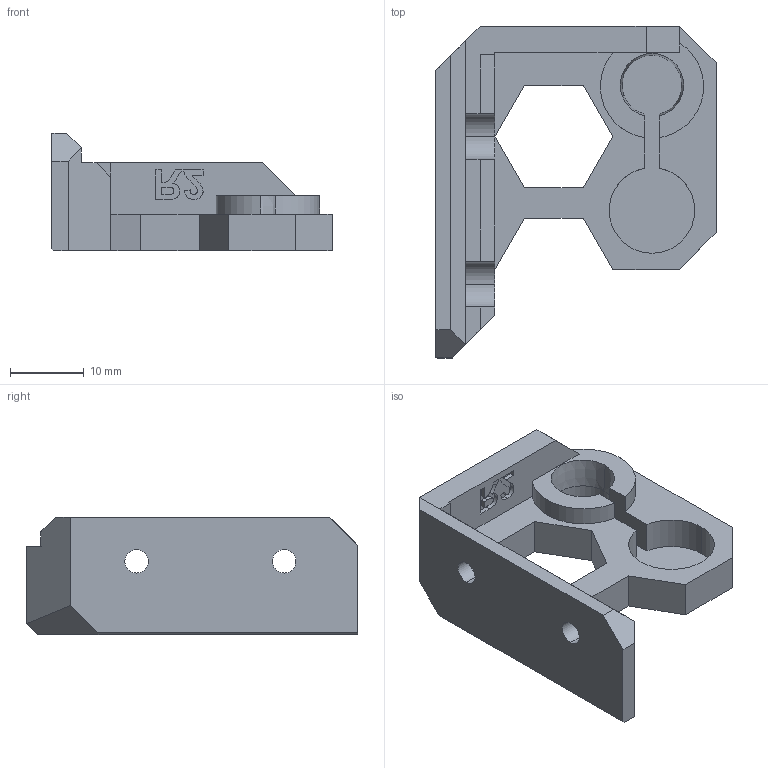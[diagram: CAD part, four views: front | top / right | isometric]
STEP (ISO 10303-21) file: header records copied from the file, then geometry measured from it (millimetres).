
FILE_DESCRIPTION (( 'STEP AP214' ), '1' );
FILE_NAME ('z-axis-top-left(R2).STEP', '2018-02-17T22:00:24', ( '' ), ( '' ), 'SwSTEP 2.0', 'SolidWorks 2017', '' );
FILE_SCHEMA (( 'AUTOMOTIVE_DESIGN' ));
Length unit declared in the file: millimetre
Products named in the file (1): z-axis-top-left(R2)
Bounding box: 38 x 45 x 16 mm (x, y, z)
Volume: 7627.3 mm3; surface area: 5515.9 mm2
Topology: 1 solids, 5 shells, 124 faces, 325 edges, 213 vertices
Faces by surface type: plane 88, cylinder 17, bspline 16, cone 3
Entity records: 4619 total; most frequent: CARTESIAN_POINT 1640, ORIENTED_EDGE 650, DIRECTION 527, EDGE_CURVE 325, VECTOR 235, LINE 235, VERTEX_POINT 213, AXIS2_PLACEMENT_3D 146
